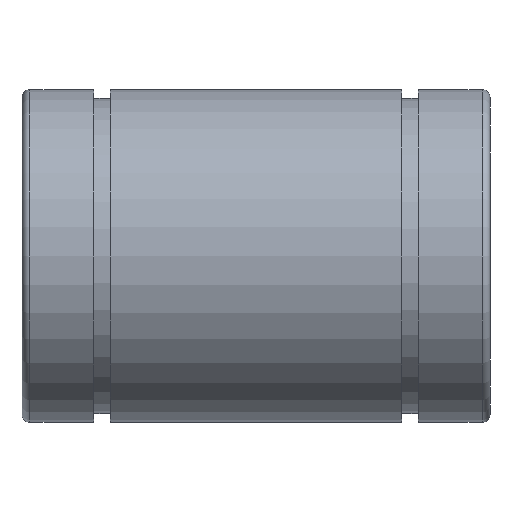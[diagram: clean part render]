
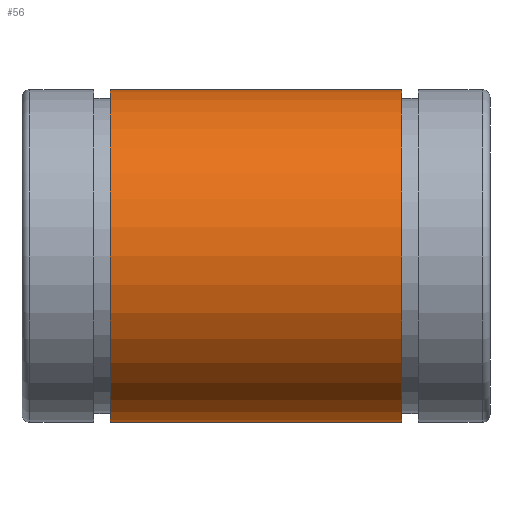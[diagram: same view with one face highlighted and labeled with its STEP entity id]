
A CAD part, front view. The second image highlights one B-rep face of the part: STEP entity #56.
In plain terms, the highlighted cylindrical face has radius 16 mm (diameter 32 mm), a full revolution.
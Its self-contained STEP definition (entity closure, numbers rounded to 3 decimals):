
#56 = ADVANCED_FACE( '', ( #121, #122 ), #123, .T. );
#121 = FACE_OUTER_BOUND( '', #192, .T. );
#122 = FACE_OUTER_BOUND( '', #193, .T. );
#123 = CYLINDRICAL_SURFACE( '', #194, 16. );
#192 = EDGE_LOOP( '', ( #273 ) );
#193 = EDGE_LOOP( '', ( #274 ) );
#194 = AXIS2_PLACEMENT_3D( '', #275, #276, #277 );
#273 = ORIENTED_EDGE( '', *, *, #342, .T. );
#274 = ORIENTED_EDGE( '', *, *, #330, .F. );
#275 = CARTESIAN_POINT( '', ( 45., 0., 0. ) );
#276 = DIRECTION( '', ( -1., 0., 0. ) );
#277 = DIRECTION( '', ( 0., 0., -1. ) );
#330 = EDGE_CURVE( '', #368, #368, #369, .T. );
#342 = EDGE_CURVE( '', #387, #387, #388, .T. );
#368 = VERTEX_POINT( '', #416 );
#369 = CIRCLE( '', #417, 16. );
#387 = VERTEX_POINT( '', #435 );
#388 = CIRCLE( '', #436, 16. );
#416 = CARTESIAN_POINT( '', ( 36.5, 0., -16. ) );
#417 = AXIS2_PLACEMENT_3D( '', #466, #467, #468 );
#435 = CARTESIAN_POINT( '', ( 8.5, 0., -16. ) );
#436 = AXIS2_PLACEMENT_3D( '', #487, #488, #489 );
#466 = CARTESIAN_POINT( '', ( 36.5, 0., 0. ) );
#467 = DIRECTION( '', ( 1., 0., 0. ) );
#468 = DIRECTION( '', ( 0., 0., -1. ) );
#487 = CARTESIAN_POINT( '', ( 8.5, 0., 0. ) );
#488 = DIRECTION( '', ( 1., 0., 0. ) );
#489 = DIRECTION( '', ( 0., 0., -1. ) );
